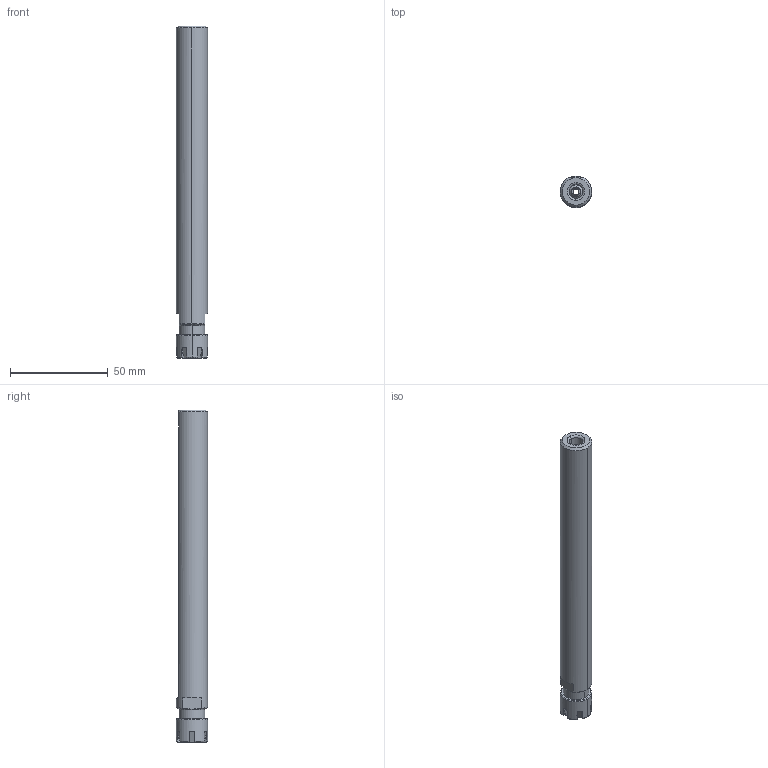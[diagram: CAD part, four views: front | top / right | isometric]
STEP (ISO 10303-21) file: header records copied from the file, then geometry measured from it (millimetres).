
FILE_DESCRIPTION((''),'2;1');
FILE_NAME('120_02_07','2020-09-15T',('103090'),(''),'CREO PARAMETRIC BY PTC INC, 2016260','CREO PARAMETRIC BY PTC INC, 2016260','');
FILE_SCHEMA(('CONFIG_CONTROL_DESIGN'));
Length unit declared in the file: millimetre
Products named in the file (1): 120_02_07
Bounding box: 16 x 16 x 170 mm (x, y, z)
Volume: 25437.1 mm3; surface area: 13031.9 mm2
Topology: 1 solids, 1 shells, 143 faces, 373 edges, 236 vertices
Faces by surface type: plane 58, cylinder 38, torus 26, cone 17, bspline 4
Entity records: 4955 total; most frequent: CARTESIAN_POINT 1444, ORIENTED_EDGE 746, DIRECTION 720, EDGE_CURVE 373, AXIS2_PLACEMENT_3D 283, VERTEX_POINT 236, VECTOR 154, LINE 154
